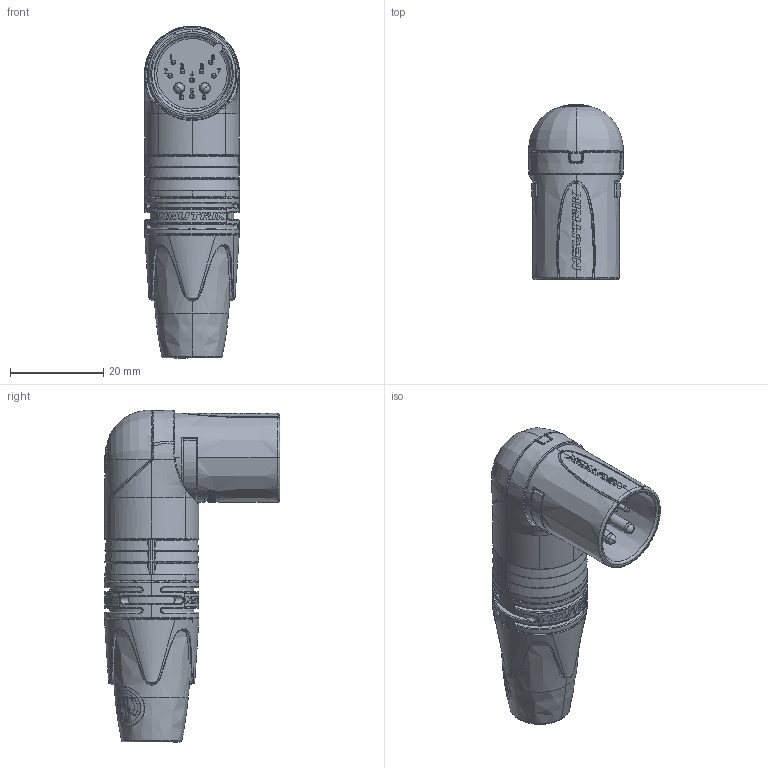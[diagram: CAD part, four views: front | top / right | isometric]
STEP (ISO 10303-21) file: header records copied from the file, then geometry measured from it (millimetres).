
FILE_DESCRIPTION((''),'2;1');
FILE_NAME('30012501','2025-04-24T15:37:21',('SYSTEM'),(''),'CREO PARAMETRIC BY PTC INC, 2023424','CREO PARAMETRIC BY PTC INC, 2023424','');
FILE_SCHEMA(('CONFIG_CONTROL_DESIGN'));
Products named in the file (1): 30012501
Bounding box: 20.3 x 37.6 x 71.19 mm (x, y, z)
Volume: 21638.8 mm3; surface area: 7688.8 mm2
Topology: 4 solids, 8 shells, 1437 faces, 3859 edges, 2467 vertices
Faces by surface type: plane 676, bspline 319, extrusion 163, cylinder 145, torus 55, cone 45, sphere 34
Entity records: 67226 total; most frequent: CARTESIAN_POINT 34812, ORIENTED_EDGE 7654, DIRECTION 5174, EDGE_CURVE 3827, VERTEX_POINT 2463, VECTOR 2048, LINE 1885, AXIS2_PLACEMENT_3D 1563
